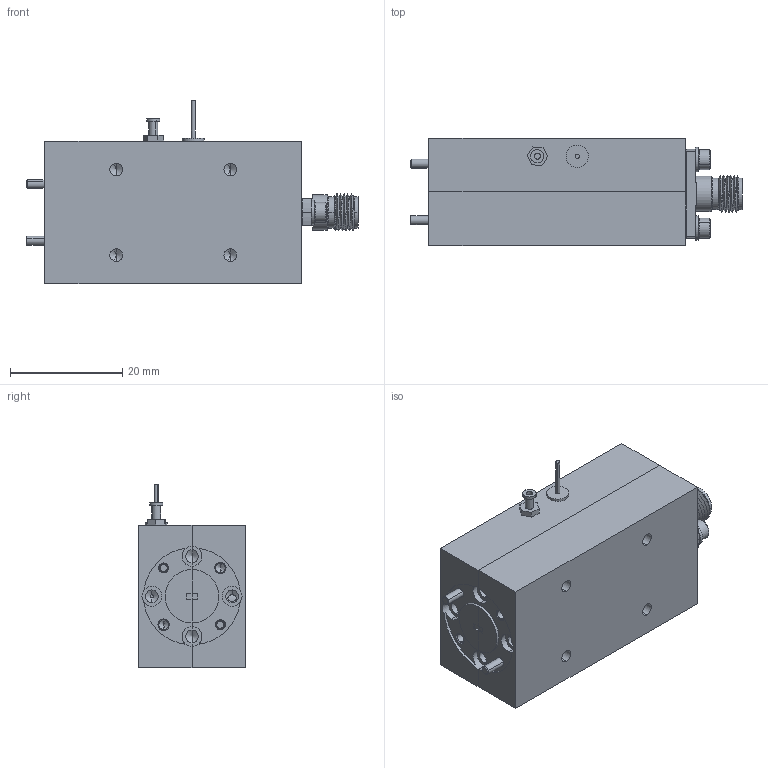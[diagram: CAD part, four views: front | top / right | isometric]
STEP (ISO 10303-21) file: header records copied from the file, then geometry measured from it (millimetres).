
FILE_DESCRIPTION (( 'STEP AP214' ), '1' );
FILE_NAME ('FA-SF-2CW-A-1.8, Defeatured.STEP', '2022-06-03T21:46:17', ( '' ), ( '' ), 'SwSTEP 2.0', 'SolidWorks 2021', '' );
FILE_SCHEMA (( 'AUTOMOTIVE_DESIGN' ));
Length unit declared in the file: inch
Products named in the file (1): FA-SF-2CW-A-1.8, Defeatured
Bounding box: 59.12 x 19.05 x 32.64 mm (x, y, z)
Volume: 22188.8 mm3; surface area: 11000.5 mm2
Topology: 12 solids, 12 shells, 416 faces, 1044 edges, 660 vertices
Faces by surface type: plane 177, cylinder 131, cone 104, torus 2, bspline 2
Entity records: 18712 total; most frequent: CARTESIAN_POINT 3428, ORIENTED_EDGE 2048, DIRECTION 2039, EDGE_CURVE 1024, AXIS2_PLACEMENT_3D 754, VERTEX_POINT 660, VECTOR 531, LINE 531
